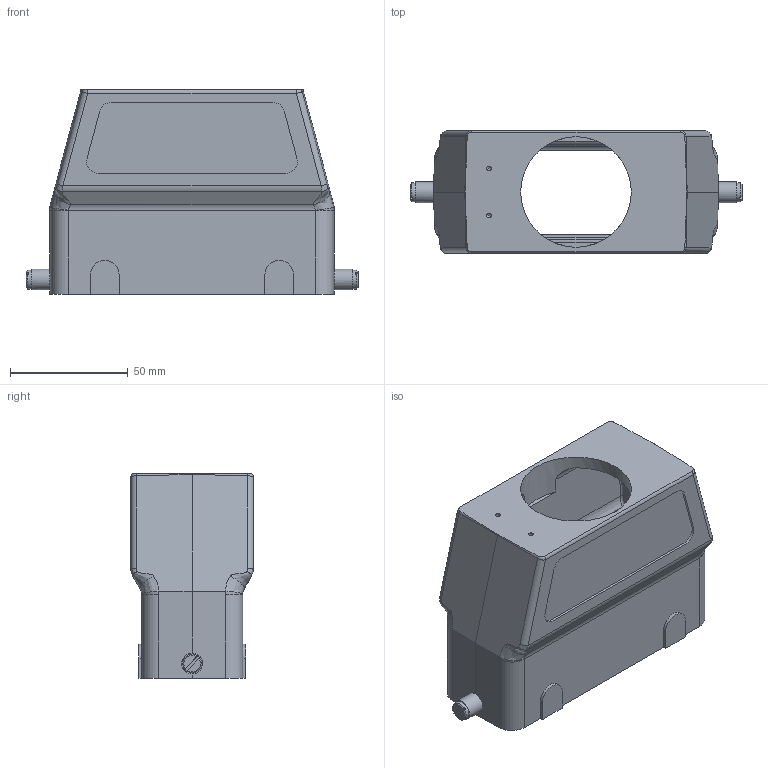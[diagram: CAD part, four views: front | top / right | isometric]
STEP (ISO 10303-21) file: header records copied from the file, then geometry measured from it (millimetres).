
FILE_DESCRIPTION(/* description */ (''),/* implementation_level */ '2;1');
FILE_NAME(/* name */ '100537517ugm000_c.stp',/* time_stamp */ '2019-07-31T15:43:45+02:00',/* author */ (''),/* organization */ (''),/* preprocessor_version */ 'ST-DEVELOPER v16.7',/* originating_system */ 'SIEMENS PLM Software NX 12.0',/* authorisation */ '');
FILE_SCHEMA (('AUTOMOTIVE_DESIGN { 1 0 10303 214 3 1 1 1 }'));
Length unit declared in the file: millimetre
Products named in the file (1): 100537517ugm000_c
Bounding box: 141 x 52.1 x 87 mm (x, y, z)
Volume: 129052.4 mm3; surface area: 59759.6 mm2
Topology: 1 solids, 1 shells, 359 faces, 921 edges, 578 vertices
Faces by surface type: plane 184, cylinder 109, bspline 36, torus 10, cone 10, sphere 8, extrusion 2
Full cylindrical faces by diameter (mm): 2 x2, 2.75 x1, 3 x4, 3.25 x1, 8 x2, 8.8 x2, 47 x1
Entity records: 12292 total; most frequent: CARTESIAN_POINT 2950, ORIENTED_EDGE 1760, DIRECTION 1751, EDGE_CURVE 880, AXIS2_PLACEMENT_3D 600, VERTEX_POINT 567, VECTOR 551, LINE 549
